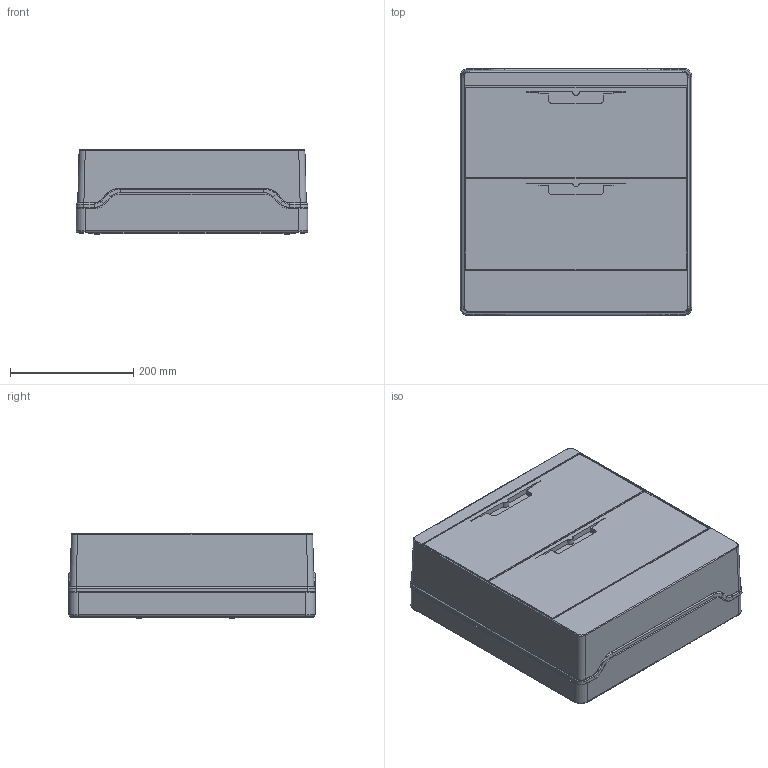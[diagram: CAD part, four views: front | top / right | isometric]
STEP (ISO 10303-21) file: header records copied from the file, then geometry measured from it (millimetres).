
FILE_DESCRIPTION((''),'2;1');
FILE_NAME('GW40009_ASM','2021-09-29T11:25:54',('User'),('Axiro Italia'),'CREO PARAMETRIC BY PTC INC, 2020354','CREO PARAMETRIC BY PTC INC, 2020354','');
FILE_SCHEMA(('CONFIG_CONTROL_DESIGN'));
Length unit declared in the file: millimetre
Products named in the file (4): GW40009_SCATOLA_OR_CAT; GW40009_COPERCHIO_OR_CAT; GUIDA_DIN_18_1; GW40009_ASM
Assembly tree (4 placements, depth 2):
  GW40009_ASM
    GW40009_SCATOLA_OR_CAT
    GW40009_COPERCHIO_OR_CAT
    GUIDA_DIN_18_1  x2
Bounding box: 376 x 400.35 x 137 mm (x, y, z)
Volume: 6270510.9 mm3; surface area: 1230385.1 mm2
Topology: 4 solids, 4 shells, 1585 faces, 4236 edges, 2758 vertices
Faces by surface type: plane 1151, cylinder 268, cone 90, bspline 64, extrusion 8, torus 4
Entity records: 52558 total; most frequent: CARTESIAN_POINT 13945, ORIENTED_EDGE 8244, DIRECTION 7539, EDGE_CURVE 4122, VECTOR 3217, LINE 3209, VERTEX_POINT 2682, AXIS2_PLACEMENT_3D 2161
